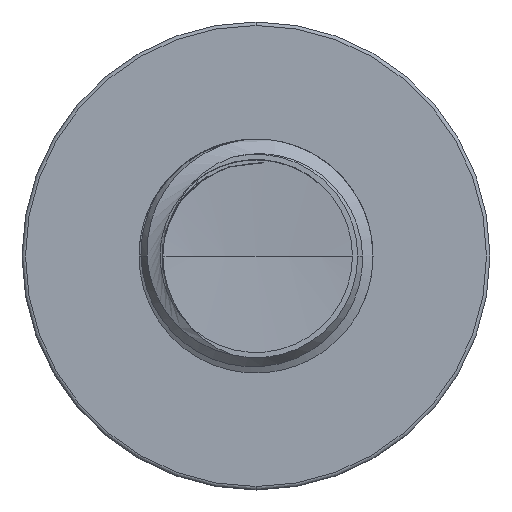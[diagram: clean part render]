
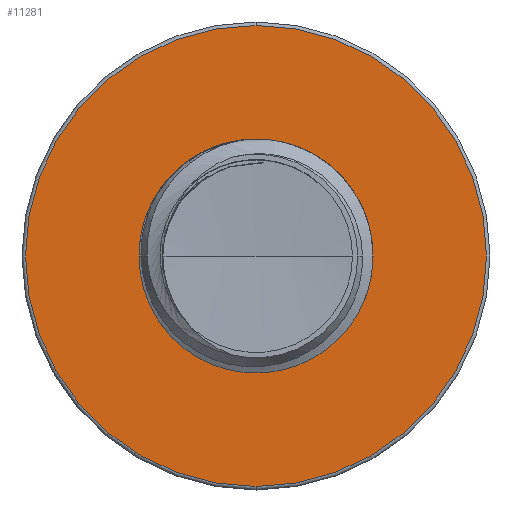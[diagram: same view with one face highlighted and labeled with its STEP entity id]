
A CAD part, front view. The second image highlights one B-rep face of the part: STEP entity #11281.
In plain terms, the highlighted planar face has unit normal (0, -1, 0).
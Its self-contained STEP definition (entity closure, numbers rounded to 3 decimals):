
#1173 = AXIS2_PLACEMENT_3D ( 'NONE', #31994, #14662, #34882 ) ;
#2806 = CARTESIAN_POINT ( 'NONE',  ( 0., 27.5, 5.91 ) ) ;
#2964 = CIRCLE ( 'NONE', #9983, 2.923 ) ;
#4747 = FACE_OUTER_BOUND ( 'NONE', #37859, .T. ) ;
#5585 = VERTEX_POINT ( 'NONE', #2806 ) ;
#6095 = EDGE_CURVE ( 'NONE', #27069, #16228, #2964, .T. ) ;
#6151 = EDGE_CURVE ( 'NONE', #16228, #27069, #9112, .T. ) ;
#8488 = CARTESIAN_POINT ( 'NONE',  ( 0., 27.5, 0. ) ) ;
#8868 = EDGE_CURVE ( 'NONE', #5585, #32908, #34502, .T. ) ;
#9112 = CIRCLE ( 'NONE', #1173, 2.923 ) ;
#9983 = AXIS2_PLACEMENT_3D ( 'NONE', #8488, #28874, #11447 ) ;
#11281 = ADVANCED_FACE ( 'NONE', ( #4747, #29964 ), #31738, .T. ) ;
#11447 = DIRECTION ( 'NONE',  ( 0., 0., -1. ) ) ;
#11721 = CARTESIAN_POINT ( 'NONE',  ( 0., 27.5, 0. ) ) ;
#14544 = AXIS2_PLACEMENT_3D ( 'NONE', #34630, #37469, #20228 ) ;
#14662 = DIRECTION ( 'NONE',  ( 0., -1., 0. ) ) ;
#14681 = DIRECTION ( 'NONE',  ( 0., 0., -1. ) ) ;
#15124 = CARTESIAN_POINT ( 'NONE',  ( 0., 27.5, 0. ) ) ;
#16228 = VERTEX_POINT ( 'NONE', #26143 ) ;
#17512 = EDGE_LOOP ( 'NONE', ( #17784, #17727 ) ) ;
#17727 = ORIENTED_EDGE ( 'NONE', *, *, #6151, .F. ) ;
#17784 = ORIENTED_EDGE ( 'NONE', *, *, #6095, .F. ) ;
#17796 = ORIENTED_EDGE ( 'NONE', *, *, #8868, .T. ) ;
#17830 = ORIENTED_EDGE ( 'NONE', *, *, #33564, .T. ) ;
#18026 = DIRECTION ( 'NONE',  ( 0., 0., -1. ) ) ;
#20228 = DIRECTION ( 'NONE',  ( 0., 0., -1. ) ) ;
#26143 = CARTESIAN_POINT ( 'NONE',  ( 0., 27.5, 2.923 ) ) ;
#27069 = VERTEX_POINT ( 'NONE', #29499 ) ;
#28874 = DIRECTION ( 'NONE',  ( 0., -1., 0. ) ) ;
#29499 = CARTESIAN_POINT ( 'NONE',  ( 0., 27.5, -2.923 ) ) ;
#29964 = FACE_BOUND ( 'NONE', #17512, .T. ) ;
#30227 = CIRCLE ( 'NONE', #31404, 5.91 ) ;
#31404 = AXIS2_PLACEMENT_3D ( 'NONE', #15124, #35348, #18026 ) ;
#31738 = PLANE ( 'NONE',  #14544 ) ;
#31994 = CARTESIAN_POINT ( 'NONE',  ( 0., 27.5, 0. ) ) ;
#32017 = DIRECTION ( 'NONE',  ( 0., -1., 0. ) ) ;
#32908 = VERTEX_POINT ( 'NONE', #37318 ) ;
#33564 = EDGE_CURVE ( 'NONE', #32908, #5585, #30227, .T. ) ;
#34502 = CIRCLE ( 'NONE', #35802, 5.91 ) ;
#34630 = CARTESIAN_POINT ( 'NONE',  ( 0., 27.5, 2.923 ) ) ;
#34882 = DIRECTION ( 'NONE',  ( 0., 0., -1. ) ) ;
#35348 = DIRECTION ( 'NONE',  ( 0., -1., 0. ) ) ;
#35802 = AXIS2_PLACEMENT_3D ( 'NONE', #11721, #32017, #14681 ) ;
#37318 = CARTESIAN_POINT ( 'NONE',  ( 0., 27.5, -5.91 ) ) ;
#37469 = DIRECTION ( 'NONE',  ( 0., -1., 0. ) ) ;
#37859 = EDGE_LOOP ( 'NONE', ( #17830, #17796 ) ) ;
